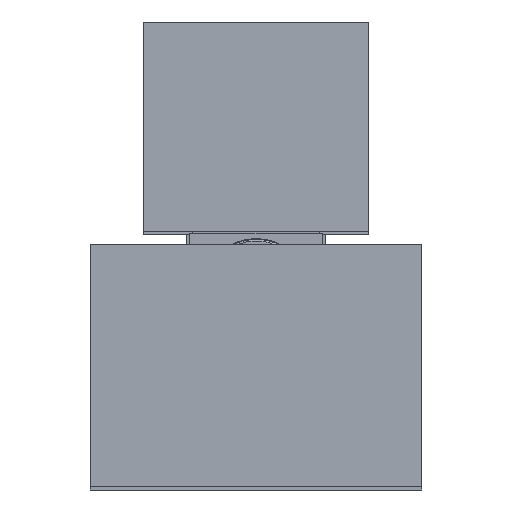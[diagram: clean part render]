
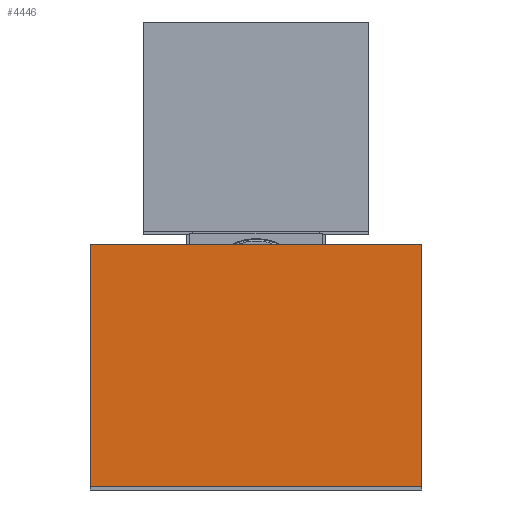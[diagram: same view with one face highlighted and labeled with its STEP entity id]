
A CAD part, front view. The second image highlights one B-rep face of the part: STEP entity #4446.
In plain terms, the highlighted planar face has unit normal (0, -1, 0).
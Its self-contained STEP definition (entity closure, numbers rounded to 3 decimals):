
#4352=CARTESIAN_POINT('Vertex',(-50.54,-77.476,141.328)) ;
#4359=CARTESIAN_POINT('Vertex',(-150.54,-77.476,141.328)) ;
#4362=CARTESIAN_POINT('Line Origine',(-100.54,-77.476,141.328)) ;
#4416=CARTESIAN_POINT('Axis2P3D Location',(-150.54,-77.476,68.328)) ;
#4421=CARTESIAN_POINT('Line Origine',(-150.54,-77.476,104.828)) ;
#4425=CARTESIAN_POINT('Vertex',(-150.54,-77.476,68.328)) ;
#4428=CARTESIAN_POINT('Line Origine',(-100.54,-77.476,68.328)) ;
#4432=CARTESIAN_POINT('Vertex',(-50.54,-77.476,68.328)) ;
#4435=CARTESIAN_POINT('Line Origine',(-50.54,-77.476,104.828)) ;
#4363=DIRECTION('Vector Direction',(-1.,0.,0.)) ;
#4417=DIRECTION('Axis2P3D Direction',(0.,-1.,0.)) ;
#4418=DIRECTION('Axis2P3D XDirection',(1.,0.,0.)) ;
#4422=DIRECTION('Vector Direction',(0.,0.,-1.)) ;
#4429=DIRECTION('Vector Direction',(1.,0.,0.)) ;
#4436=DIRECTION('Vector Direction',(0.,0.,1.)) ;
#4419=AXIS2_PLACEMENT_3D('Plane Axis2P3D',#4416,#4417,#4418) ;
#4441=ORIENTED_EDGE('',*,*,#4427,.T.) ;
#4442=ORIENTED_EDGE('',*,*,#4434,.T.) ;
#4443=ORIENTED_EDGE('',*,*,#4439,.T.) ;
#4444=ORIENTED_EDGE('',*,*,#4366,.T.) ;
#4364=VECTOR('Line Direction',#4363,1.) ;
#4423=VECTOR('Line Direction',#4422,1.) ;
#4430=VECTOR('Line Direction',#4429,1.) ;
#4437=VECTOR('Line Direction',#4436,1.) ;
#4446=ADVANCED_FACE('Brep With Voids',(#4445),#4420,.T.) ;
#4366=EDGE_CURVE('',#4353,#4360,#4365,.T.) ;
#4427=EDGE_CURVE('',#4360,#4426,#4424,.T.) ;
#4434=EDGE_CURVE('',#4426,#4433,#4431,.T.) ;
#4439=EDGE_CURVE('',#4433,#4353,#4438,.T.) ;
#4440=EDGE_LOOP('',(#4441,#4442,#4443,#4444)) ;
#4445=FACE_OUTER_BOUND('',#4440,.T.) ;
#4365=LINE('Line',#4362,#4364) ;
#4424=LINE('Line',#4421,#4423) ;
#4431=LINE('Line',#4428,#4430) ;
#4438=LINE('Line',#4435,#4437) ;
#4420=PLANE('Plane',#4419) ;
#4353=VERTEX_POINT('',#4352) ;
#4360=VERTEX_POINT('',#4359) ;
#4426=VERTEX_POINT('',#4425) ;
#4433=VERTEX_POINT('',#4432) ;
